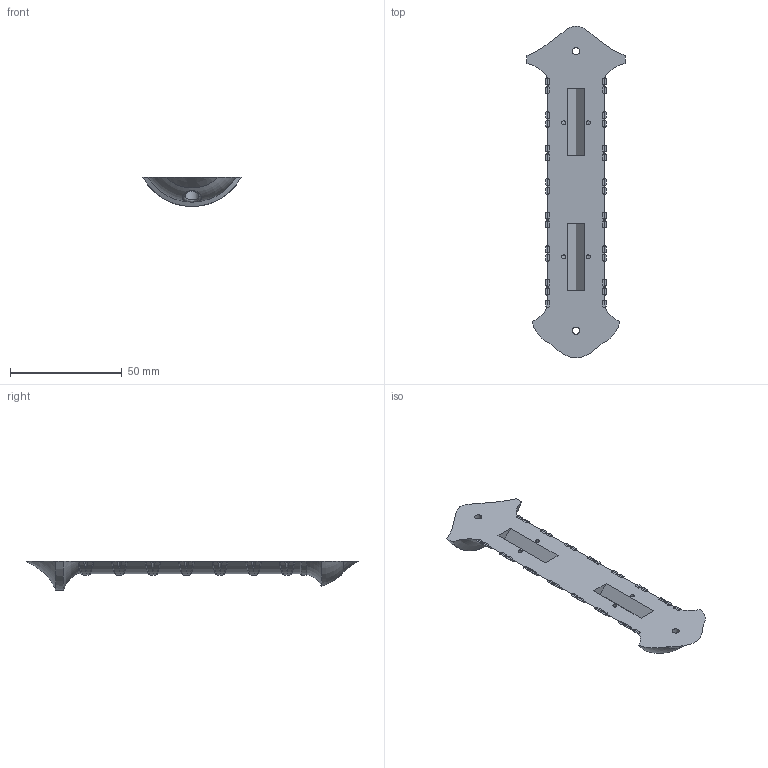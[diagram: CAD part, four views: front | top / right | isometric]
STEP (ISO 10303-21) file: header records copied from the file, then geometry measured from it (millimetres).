
FILE_DESCRIPTION(('FreeCAD Model'),'2;1');
FILE_NAME('Open CASCADE Shape Model','2025-07-10T16:25:38',(''),(''), 'Open CASCADE STEP processor 7.9','FreeCAD','Unknown');
FILE_SCHEMA(('AUTOMOTIVE_DESIGN { 1 0 10303 214 1 1 1 1 }'));
Length unit declared in the file: millimetre
Products named in the file (3): Battery Lid; RoundedBit; RoundedLaces
Assembly tree (2 placements, depth 2):
  Battery Lid
    RoundedBit
    RoundedLaces
Bounding box: 43.9 x 148.5 x 13 mm (x, y, z)
Volume: 17072 mm3; surface area: 12161.3 mm2
Topology: 9 solids, 9 shells, 166 faces, 391 edges, 226 vertices
Faces by surface type: bspline 101, plane 45, cylinder 11, torus 5, cone 3, revolution 1
Full cylindrical faces by diameter (mm): 1.8 x4, 3.2 x2, 6.3 x2
Entity records: 18180 total; most frequent: CARTESIAN_POINT 15471, ORIENTED_EDGE 734, EDGE_CURVE 367, DIRECTION 227, VERTEX_POINT 226, B_SPLINE_CURVE_WITH_KNOTS 193, FACE_BOUND 177, EDGE_LOOP 177
